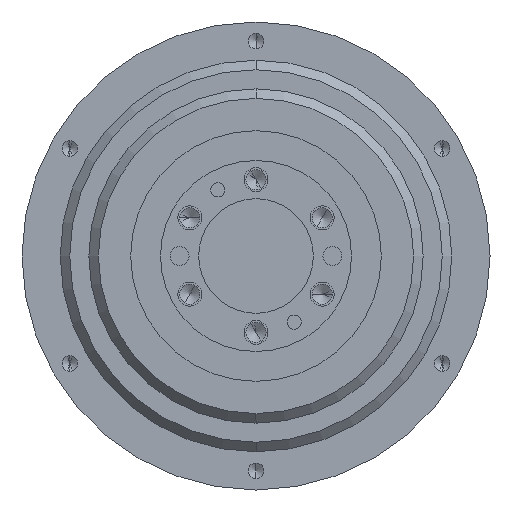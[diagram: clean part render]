
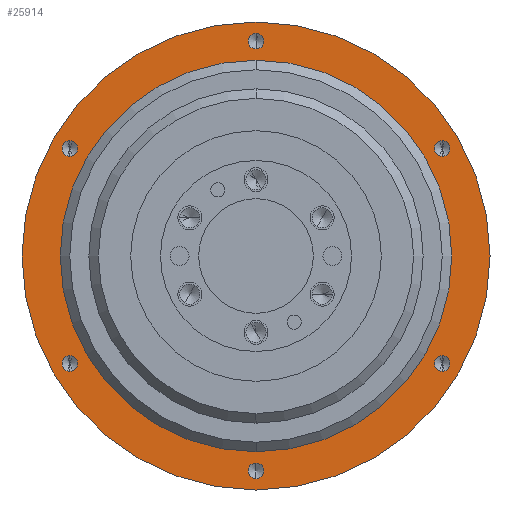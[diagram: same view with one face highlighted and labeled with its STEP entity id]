
A CAD part, front view. The second image highlights one B-rep face of the part: STEP entity #25914.
In plain terms, the highlighted planar face has unit normal (0, -1, 0).
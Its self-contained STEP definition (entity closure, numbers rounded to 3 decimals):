
#24177=CARTESIAN_POINT('',(0.,9.7,0.));
#24178=DIRECTION('',(0.,-1.,0.));
#24179=DIRECTION('',(0.,0.,-1.));
#24180=AXIS2_PLACEMENT_3D('',#24177,#24178,#24179);
#24182=CARTESIAN_POINT('',(0.,9.7,0.));
#24183=DIRECTION('',(0.,-1.,0.));
#24184=DIRECTION('',(0.,0.,1.));
#24185=AXIS2_PLACEMENT_3D('',#24182,#24183,#24184);
#24187=CARTESIAN_POINT('',(0.,9.7,-45.));
#24188=DIRECTION('',(0.,1.,0.));
#24189=DIRECTION('',(0.,0.,1.));
#24190=AXIS2_PLACEMENT_3D('',#24187,#24188,#24189);
#24192=CARTESIAN_POINT('',(0.,9.7,-45.));
#24193=DIRECTION('',(0.,1.,0.));
#24194=DIRECTION('',(0.,0.,-1.));
#24195=AXIS2_PLACEMENT_3D('',#24192,#24193,#24194);
#24197=CARTESIAN_POINT('',(38.971,9.7,-22.5));
#24198=DIRECTION('',(0.,1.,0.));
#24199=DIRECTION('',(0.,0.,1.));
#24200=AXIS2_PLACEMENT_3D('',#24197,#24198,#24199);
#24202=CARTESIAN_POINT('',(38.971,9.7,-22.5));
#24203=DIRECTION('',(0.,1.,0.));
#24204=DIRECTION('',(0.,0.,-1.));
#24205=AXIS2_PLACEMENT_3D('',#24202,#24203,#24204);
#24207=CARTESIAN_POINT('',(38.971,9.7,22.5));
#24208=DIRECTION('',(0.,1.,0.));
#24209=DIRECTION('',(0.,0.,1.));
#24210=AXIS2_PLACEMENT_3D('',#24207,#24208,#24209);
#24212=CARTESIAN_POINT('',(38.971,9.7,22.5));
#24213=DIRECTION('',(0.,1.,0.));
#24214=DIRECTION('',(0.,0.,-1.));
#24215=AXIS2_PLACEMENT_3D('',#24212,#24213,#24214);
#24217=CARTESIAN_POINT('',(0.,9.7,45.));
#24218=DIRECTION('',(0.,1.,0.));
#24219=DIRECTION('',(0.,0.,1.));
#24220=AXIS2_PLACEMENT_3D('',#24217,#24218,#24219);
#24222=CARTESIAN_POINT('',(0.,9.7,45.));
#24223=DIRECTION('',(0.,1.,0.));
#24224=DIRECTION('',(0.,0.,-1.));
#24225=AXIS2_PLACEMENT_3D('',#24222,#24223,#24224);
#24227=CARTESIAN_POINT('',(-38.971,9.7,22.5));
#24228=DIRECTION('',(0.,1.,0.));
#24229=DIRECTION('',(0.,0.,1.));
#24230=AXIS2_PLACEMENT_3D('',#24227,#24228,#24229);
#24232=CARTESIAN_POINT('',(-38.971,9.7,22.5));
#24233=DIRECTION('',(0.,1.,0.));
#24234=DIRECTION('',(0.,0.,-1.));
#24235=AXIS2_PLACEMENT_3D('',#24232,#24233,#24234);
#24237=CARTESIAN_POINT('',(-38.971,9.7,-22.5));
#24238=DIRECTION('',(0.,1.,0.));
#24239=DIRECTION('',(0.,0.,1.));
#24240=AXIS2_PLACEMENT_3D('',#24237,#24238,#24239);
#24242=CARTESIAN_POINT('',(-38.971,9.7,-22.5));
#24243=DIRECTION('',(0.,1.,0.));
#24244=DIRECTION('',(0.,0.,-1.));
#24245=AXIS2_PLACEMENT_3D('',#24242,#24243,#24244);
#24247=CARTESIAN_POINT('',(0.,9.7,0.));
#24248=DIRECTION('',(0.,1.,0.));
#24249=DIRECTION('',(0.,0.,1.));
#24250=AXIS2_PLACEMENT_3D('',#24247,#24248,#24249);
#24252=CARTESIAN_POINT('',(0.,9.7,0.));
#24253=DIRECTION('',(0.,1.,0.));
#24254=DIRECTION('',(0.,0.,-1.));
#24255=AXIS2_PLACEMENT_3D('',#24252,#24253,#24254);
#25382=CARTESIAN_POINT('',(0.,9.7,49.));
#25384=VERTEX_POINT('',#25382);
#25407=CARTESIAN_POINT('',(38.971,9.7,20.85));
#25409=VERTEX_POINT('',#25407);
#25419=CARTESIAN_POINT('',(38.971,9.7,24.15));
#25420=VERTEX_POINT('',#25419);
#25445=CARTESIAN_POINT('',(-38.971,9.7,20.85));
#25446=CARTESIAN_POINT('',(-38.971,9.7,24.15));
#25447=VERTEX_POINT('',#25445);
#25448=VERTEX_POINT('',#25446);
#25449=CARTESIAN_POINT('',(38.971,9.7,-24.15));
#25450=CARTESIAN_POINT('',(38.971,9.7,-20.85));
#25451=VERTEX_POINT('',#25449);
#25452=VERTEX_POINT('',#25450);
#25465=CARTESIAN_POINT('',(0.,9.7,-49.));
#25466=VERTEX_POINT('',#25465);
#25467=CARTESIAN_POINT('',(0.,9.7,-46.65));
#25468=CARTESIAN_POINT('',(0.,9.7,-43.35));
#25469=VERTEX_POINT('',#25467);
#25470=VERTEX_POINT('',#25468);
#25535=CARTESIAN_POINT('',(0.,9.7,43.35));
#25536=CARTESIAN_POINT('',(0.,9.7,46.65));
#25537=VERTEX_POINT('',#25535);
#25538=VERTEX_POINT('',#25536);
#25569=CARTESIAN_POINT('',(0.,9.7,41.));
#25570=CARTESIAN_POINT('',(0.,9.7,-41.));
#25571=VERTEX_POINT('',#25569);
#25572=VERTEX_POINT('',#25570);
#25601=CARTESIAN_POINT('',(-38.971,9.7,-20.85));
#25602=CARTESIAN_POINT('',(-38.971,9.7,-24.15));
#25603=VERTEX_POINT('',#25601);
#25604=VERTEX_POINT('',#25602);
#25863=CARTESIAN_POINT('',(41.,9.7,0.));
#25864=DIRECTION('',(0.,1.,0.));
#25865=DIRECTION('',(0.,0.,1.));
#25866=AXIS2_PLACEMENT_3D('',#25863,#25864,#25865);
#25867=PLANE('',#25866);
#25869=ORIENTED_EDGE('',*,*,#25868,.F.);
#25871=ORIENTED_EDGE('',*,*,#25870,.F.);
#25872=EDGE_LOOP('',(#25869,#25871));
#25873=FACE_OUTER_BOUND('',#25872,.F.);
#25875=ORIENTED_EDGE('',*,*,#25874,.F.);
#25877=ORIENTED_EDGE('',*,*,#25876,.F.);
#25878=EDGE_LOOP('',(#25875,#25877));
#25879=FACE_BOUND('',#25878,.F.);
#25881=ORIENTED_EDGE('',*,*,#25880,.F.);
#25883=ORIENTED_EDGE('',*,*,#25882,.F.);
#25884=EDGE_LOOP('',(#25881,#25883));
#25885=FACE_BOUND('',#25884,.F.);
#25887=ORIENTED_EDGE('',*,*,#25886,.F.);
#25889=ORIENTED_EDGE('',*,*,#25888,.F.);
#25890=EDGE_LOOP('',(#25887,#25889));
#25891=FACE_BOUND('',#25890,.F.);
#25893=ORIENTED_EDGE('',*,*,#25892,.F.);
#25895=ORIENTED_EDGE('',*,*,#25894,.F.);
#25896=EDGE_LOOP('',(#25893,#25895));
#25897=FACE_BOUND('',#25896,.F.);
#25899=ORIENTED_EDGE('',*,*,#25898,.F.);
#25901=ORIENTED_EDGE('',*,*,#25900,.F.);
#25902=EDGE_LOOP('',(#25899,#25901));
#25903=FACE_BOUND('',#25902,.F.);
#25905=ORIENTED_EDGE('',*,*,#25904,.F.);
#25907=ORIENTED_EDGE('',*,*,#25906,.F.);
#25908=EDGE_LOOP('',(#25905,#25907));
#25909=FACE_BOUND('',#25908,.F.);
#25910=ORIENTED_EDGE('',*,*,#25843,.F.);
#25911=ORIENTED_EDGE('',*,*,#25856,.F.);
#25912=EDGE_LOOP('',(#25910,#25911));
#25913=FACE_BOUND('',#25912,.F.);
#25914=ADVANCED_FACE('',(#25873,#25879,#25885,#25891,#25897,#25903,#25909,
#25913),#25867,.F.);
#24181=CIRCLE('',#24180,49.);
#24186=CIRCLE('',#24185,49.);
#24191=CIRCLE('',#24190,1.65);
#24196=CIRCLE('',#24195,1.65);
#24201=CIRCLE('',#24200,1.65);
#24206=CIRCLE('',#24205,1.65);
#24211=CIRCLE('',#24210,1.65);
#24216=CIRCLE('',#24215,1.65);
#24221=CIRCLE('',#24220,1.65);
#24226=CIRCLE('',#24225,1.65);
#24231=CIRCLE('',#24230,1.65);
#24236=CIRCLE('',#24235,1.65);
#24241=CIRCLE('',#24240,1.65);
#24246=CIRCLE('',#24245,1.65);
#24251=CIRCLE('',#24250,41.);
#24256=CIRCLE('',#24255,41.);
#25843=EDGE_CURVE('',#25571,#25572,#24251,.T.);
#25856=EDGE_CURVE('',#25572,#25571,#24256,.T.);
#25868=EDGE_CURVE('',#25466,#25384,#24181,.T.);
#25870=EDGE_CURVE('',#25384,#25466,#24186,.T.);
#25874=EDGE_CURVE('',#25470,#25469,#24191,.T.);
#25876=EDGE_CURVE('',#25469,#25470,#24196,.T.);
#25880=EDGE_CURVE('',#25452,#25451,#24201,.T.);
#25882=EDGE_CURVE('',#25451,#25452,#24206,.T.);
#25886=EDGE_CURVE('',#25420,#25409,#24211,.T.);
#25888=EDGE_CURVE('',#25409,#25420,#24216,.T.);
#25892=EDGE_CURVE('',#25538,#25537,#24221,.T.);
#25894=EDGE_CURVE('',#25537,#25538,#24226,.T.);
#25898=EDGE_CURVE('',#25448,#25447,#24231,.T.);
#25900=EDGE_CURVE('',#25447,#25448,#24236,.T.);
#25904=EDGE_CURVE('',#25603,#25604,#24241,.T.);
#25906=EDGE_CURVE('',#25604,#25603,#24246,.T.);
